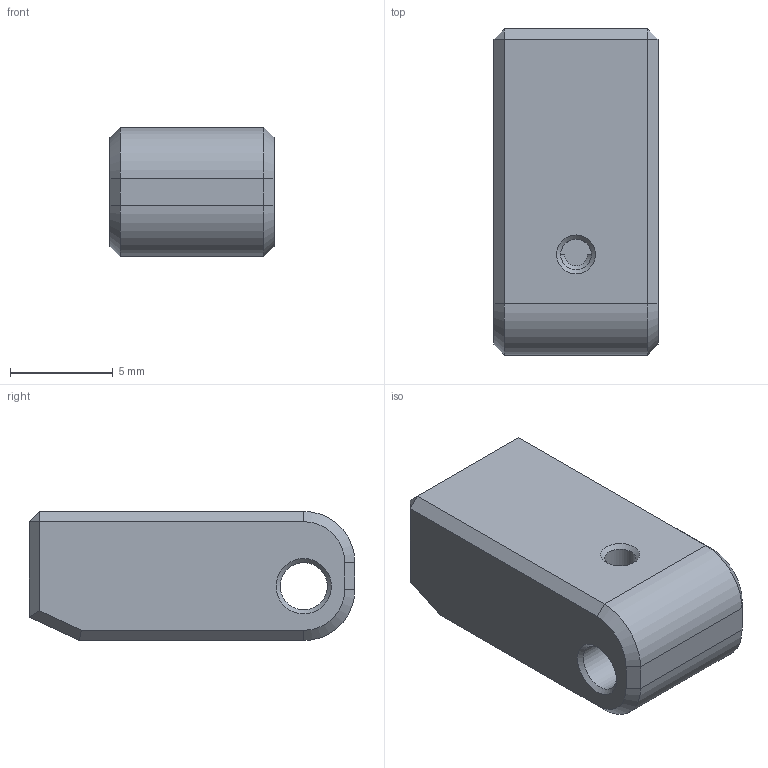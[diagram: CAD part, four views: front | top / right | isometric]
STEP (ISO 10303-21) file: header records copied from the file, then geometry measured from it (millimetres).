
FILE_DESCRIPTION(/* description */ (''),/* implementation_level */ '2;1');
FILE_NAME(/* name */ 'Knife_holder_Dragon_UHF.stp',/* time_stamp */ '2023-12-13T15:49:21+01:00',/* author */ (''),/* organization */ (''),/* preprocessor_version */ 'ST-DEVELOPER v16.7',/* originating_system */ 'SIEMENS PLM Software NX 1847',/* authorisation */ '');
FILE_SCHEMA (('AP203_CONFIGURATION_CONTROLLED_3D_DESIGN_OF_MECHANICAL_PARTS_AND_ASSEMBLIES_MIM_LF { 1 0 10303 403 2 1 2}'));
Length unit declared in the file: millimetre
Products named in the file (1): Knife_holder_Dragon_UHF
Bounding box: 8 x 15.9 x 6.3 mm (x, y, z)
Volume: 674.7 mm3; surface area: 701.9 mm2
Topology: 1 solids, 1 shells, 43 faces, 98 edges, 57 vertices
Faces by surface type: plane 30, cone 9, cylinder 4
Full cylindrical faces by diameter (mm): 1.5 x1, 2.3 x1
Entity records: 1238 total; most frequent: DIRECTION 198, CARTESIAN_POINT 192, ORIENTED_EDGE 184, EDGE_CURVE 92, LINE 74, VECTOR 74, AXIS2_PLACEMENT_3D 62, VERTEX_POINT 56
